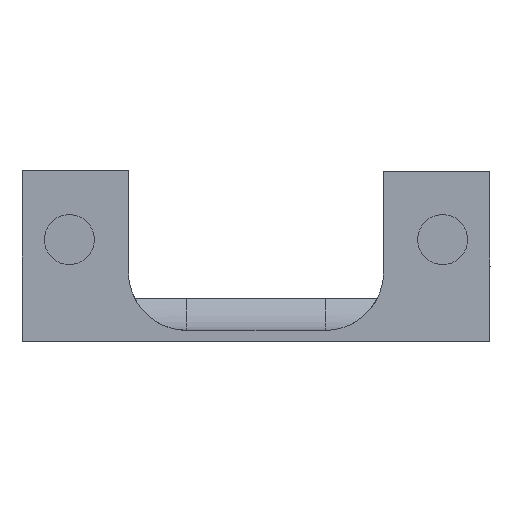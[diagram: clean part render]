
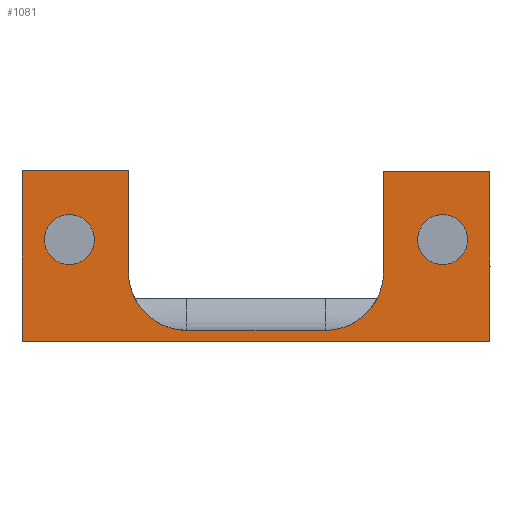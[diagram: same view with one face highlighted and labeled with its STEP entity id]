
A CAD part, front view. The second image highlights one B-rep face of the part: STEP entity #1081.
In plain terms, the highlighted planar face has unit normal (0, -1, 0).
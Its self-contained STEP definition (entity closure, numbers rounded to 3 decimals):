
#21=FACE_BOUND('',#181,.T.);
#22=FACE_BOUND('',#182,.T.);
#54=PLANE('',#1190);
#116=FACE_OUTER_BOUND('',#180,.T.);
#180=EDGE_LOOP('',(#986,#987,#988,#989,#990,#991,#992,#993,#994,#995));
#181=EDGE_LOOP('',(#996));
#182=EDGE_LOOP('',(#997));
#191=LINE('',#1560,#292);
#221=LINE('',#1656,#322);
#266=LINE('',#1786,#367);
#267=LINE('',#1792,#368);
#272=LINE('',#1812,#373);
#276=LINE('',#1833,#377);
#277=LINE('',#1836,#378);
#282=LINE('',#1845,#383);
#292=VECTOR('',#1217,10.);
#322=VECTOR('',#1295,10.);
#367=VECTOR('',#1438,10.);
#368=VECTOR('',#1447,10.);
#373=VECTOR('',#1460,10.);
#377=VECTOR('',#1488,10.);
#378=VECTOR('',#1491,10.);
#383=VECTOR('',#1502,10.);
#387=CIRCLE('',#1090,5.5);
#427=CIRCLE('',#1170,5.5);
#430=CIRCLE('',#1177,2.35);
#432=CIRCLE('',#1181,2.35);
#440=VERTEX_POINT('',#1541);
#441=VERTEX_POINT('',#1543);
#444=VERTEX_POINT('',#1558);
#485=VERTEX_POINT('',#1653);
#486=VERTEX_POINT('',#1655);
#522=VERTEX_POINT('',#1784);
#523=VERTEX_POINT('',#1791);
#525=VERTEX_POINT('',#1802);
#528=VERTEX_POINT('',#1810);
#530=VERTEX_POINT('',#1819);
#532=VERTEX_POINT('',#1826);
#534=VERTEX_POINT('',#1835);
#545=EDGE_CURVE('',#440,#441,#387,.T.);
#550=EDGE_CURVE('',#440,#444,#191,.T.);
#596=EDGE_CURVE('',#486,#485,#221,.T.);
#663=EDGE_CURVE('',#485,#522,#266,.T.);
#665=EDGE_CURVE('',#523,#441,#267,.T.);
#669=EDGE_CURVE('',#525,#444,#427,.T.);
#673=EDGE_CURVE('',#525,#528,#272,.T.);
#676=EDGE_CURVE('',#530,#530,#430,.T.);
#679=EDGE_CURVE('',#532,#532,#432,.T.);
#682=EDGE_CURVE('',#523,#522,#276,.T.);
#683=EDGE_CURVE('',#534,#528,#277,.T.);
#688=EDGE_CURVE('',#534,#486,#282,.T.);
#986=ORIENTED_EDGE('',*,*,#596,.T.);
#987=ORIENTED_EDGE('',*,*,#663,.T.);
#988=ORIENTED_EDGE('',*,*,#682,.F.);
#989=ORIENTED_EDGE('',*,*,#665,.T.);
#990=ORIENTED_EDGE('',*,*,#545,.F.);
#991=ORIENTED_EDGE('',*,*,#550,.T.);
#992=ORIENTED_EDGE('',*,*,#669,.F.);
#993=ORIENTED_EDGE('',*,*,#673,.T.);
#994=ORIENTED_EDGE('',*,*,#683,.F.);
#995=ORIENTED_EDGE('',*,*,#688,.T.);
#996=ORIENTED_EDGE('',*,*,#676,.T.);
#997=ORIENTED_EDGE('',*,*,#679,.T.);
#1081=ADVANCED_FACE('',(#116,#21,#22),#54,.F.);
#1090=AXIS2_PLACEMENT_3D('',#1544,#1210,#1211);
#1170=AXIS2_PLACEMENT_3D('',#1804,#1452,#1453);
#1177=AXIS2_PLACEMENT_3D('',#1820,#1470,#1471);
#1181=AXIS2_PLACEMENT_3D('',#1827,#1479,#1480);
#1190=AXIS2_PLACEMENT_3D('',#1848,#1506,#1507);
#1210=DIRECTION('center_axis',(0.,-1.,0.));
#1211=DIRECTION('ref_axis',(0.707,0.,-0.707));
#1217=DIRECTION('',(-1.,0.,0.));
#1295=DIRECTION('',(1.,0.,0.));
#1438=DIRECTION('',(0.,0.,1.));
#1447=DIRECTION('',(0.,0.,-1.));
#1452=DIRECTION('center_axis',(0.,-1.,0.));
#1453=DIRECTION('ref_axis',(-0.707,0.,-0.707));
#1460=DIRECTION('',(0.,0.,1.));
#1470=DIRECTION('center_axis',(0.,1.,0.));
#1471=DIRECTION('ref_axis',(0.,0.,-1.));
#1479=DIRECTION('center_axis',(0.,1.,0.));
#1480=DIRECTION('ref_axis',(0.,0.,-1.));
#1488=DIRECTION('',(1.,0.,0.));
#1491=DIRECTION('',(1.,0.,0.));
#1502=DIRECTION('',(0.,0.,-1.));
#1506=DIRECTION('center_axis',(0.,1.,0.));
#1507=DIRECTION('ref_axis',(-1.,0.,0.));
#1541=CARTESIAN_POINT('',(6.5,17.842,3.));
#1543=CARTESIAN_POINT('',(12.,17.842,8.5));
#1544=CARTESIAN_POINT('Origin',(6.5,17.842,8.5));
#1558=CARTESIAN_POINT('',(-6.5,17.842,3.));
#1560=CARTESIAN_POINT('',(-6.088,17.842,3.));
#1653=CARTESIAN_POINT('',(22.,17.842,2.));
#1655=CARTESIAN_POINT('',(-22.,17.842,2.));
#1656=CARTESIAN_POINT('',(-0.088,17.842,2.));
#1784=CARTESIAN_POINT('',(22.,17.842,17.906));
#1786=CARTESIAN_POINT('',(22.,17.842,13.906));
#1791=CARTESIAN_POINT('',(12.,17.842,17.906));
#1792=CARTESIAN_POINT('',(12.,17.842,8.476));
#1802=CARTESIAN_POINT('',(-12.,17.842,8.5));
#1804=CARTESIAN_POINT('Origin',(-6.5,17.842,8.5));
#1810=CARTESIAN_POINT('',(-12.,17.842,18.));
#1812=CARTESIAN_POINT('',(-12.,17.842,2.));
#1819=CARTESIAN_POINT('',(-17.548,17.842,13.89));
#1820=CARTESIAN_POINT('Origin',(-17.548,17.842,11.54));
#1826=CARTESIAN_POINT('',(17.548,17.842,13.89));
#1827=CARTESIAN_POINT('Origin',(17.548,17.842,11.54));
#1833=CARTESIAN_POINT('',(22.,17.842,17.906));
#1835=CARTESIAN_POINT('',(-22.,17.842,18.));
#1836=CARTESIAN_POINT('',(-12.,17.842,18.));
#1845=CARTESIAN_POINT('',(-22.,17.842,2.));
#1848=CARTESIAN_POINT('Origin',(-0.175,17.842,10.951));
